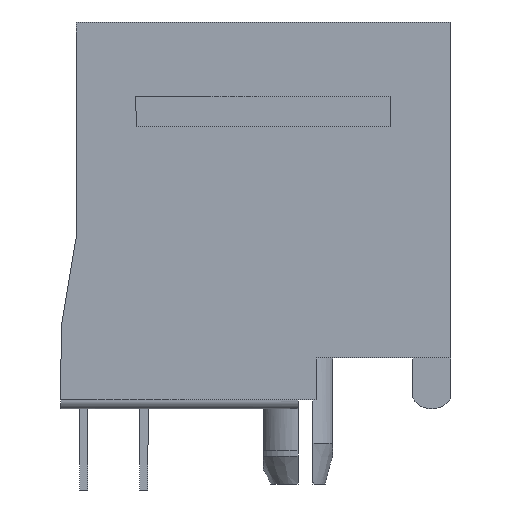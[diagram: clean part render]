
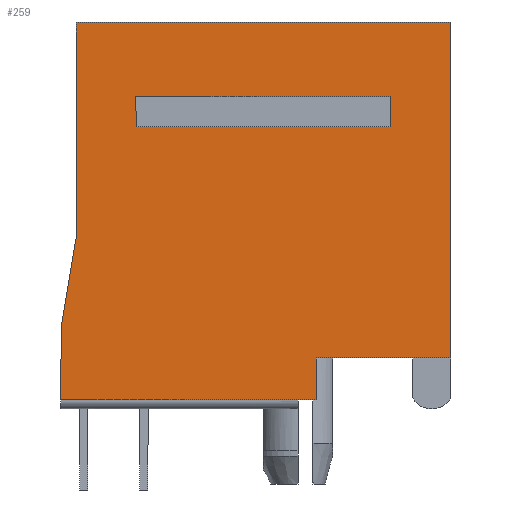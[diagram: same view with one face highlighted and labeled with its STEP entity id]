
A CAD part, front view. The second image highlights one B-rep face of the part: STEP entity #259.
In plain terms, the highlighted planar face has unit normal (0, -1, 0).
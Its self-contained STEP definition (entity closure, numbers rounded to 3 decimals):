
#27 = VERTEX_POINT ( 'NONE', #1104 ) ;
#30 = VERTEX_POINT ( 'NONE', #895 ) ;
#88 = CARTESIAN_POINT ( 'NONE',  ( -0.33, -3.429, 11.557 ) ) ;
#96 = EDGE_CURVE ( 'NONE', #27, #685, #994, .T. ) ;
#180 = CARTESIAN_POINT ( 'NONE',  ( 4.75, -3.429, 12.827 ) ) ;
#259 = ADVANCED_FACE ( 'NONE', ( #544, #554 ), #2125, .F. ) ;
#287 = CARTESIAN_POINT ( 'NONE',  ( 13.005, -3.429, 16.002 ) ) ;
#324 = VERTEX_POINT ( 'NONE', #853 ) ;
#348 = CARTESIAN_POINT ( 'NONE',  ( 4.75, -3.429, 11.557 ) ) ;
#360 = VERTEX_POINT ( 'NONE', #88 ) ;
#433 = CARTESIAN_POINT ( 'NONE',  ( -3.505, -3.429, 3.048 ) ) ;
#544 = FACE_BOUND ( 'NONE', #3330, .T. ) ;
#554 = FACE_OUTER_BOUND ( 'NONE', #2814, .T. ) ;
#685 = VERTEX_POINT ( 'NONE', #2531 ) ;
#717 = DIRECTION ( 'NONE',  ( -1., 0., 0. ) ) ;
#848 = VERTEX_POINT ( 'NONE', #2184 ) ;
#853 = CARTESIAN_POINT ( 'NONE',  ( -2.87, -3.429, 16.002 ) ) ;
#895 = CARTESIAN_POINT ( 'NONE',  ( -3.505, -3.429, 0. ) ) ;
#966 = VECTOR ( 'NONE', #2968, 1000. ) ;
#978 = CARTESIAN_POINT ( 'NONE',  ( 10.465, -3.429, 16.002 ) ) ;
#994 = LINE ( 'NONE', #287, #966 ) ;
#1095 = CARTESIAN_POINT ( 'NONE',  ( -2.87, -3.429, 16.002 ) ) ;
#1104 = CARTESIAN_POINT ( 'NONE',  ( 13.005, -3.429, 16.002 ) ) ;
#1145 = CARTESIAN_POINT ( 'NONE',  ( 7.29, -3.429, 1.778 ) ) ;
#1165 = VERTEX_POINT ( 'NONE', #4789 ) ;
#1243 = EDGE_CURVE ( 'NONE', #30, #1567, #3602, .T. ) ;
#1419 = DIRECTION ( 'NONE',  ( 1., 0., 0. ) ) ;
#1511 = DIRECTION ( 'NONE',  ( 0., 0., 1. ) ) ;
#1542 = CARTESIAN_POINT ( 'NONE',  ( -3.505, -3.429, 16.002 ) ) ;
#1567 = VERTEX_POINT ( 'NONE', #433 ) ;
#1651 = EDGE_CURVE ( 'NONE', #3167, #1165, #2547, .T. ) ;
#1653 = CARTESIAN_POINT ( 'NONE',  ( 7.29, -3.429, 0. ) ) ;
#1821 = CARTESIAN_POINT ( 'NONE',  ( 7.29, -3.429, 16.002 ) ) ;
#1835 = VERTEX_POINT ( 'NONE', #2495 ) ;
#1873 = EDGE_CURVE ( 'NONE', #2008, #30, #2141, .T. ) ;
#1927 = VERTEX_POINT ( 'NONE', #1145 ) ;
#2008 = VERTEX_POINT ( 'NONE', #1653 ) ;
#2031 = DIRECTION ( 'NONE',  ( -1., 0., 0. ) ) ;
#2117 = VECTOR ( 'NONE', #717, 1000. ) ;
#2125 = PLANE ( 'NONE',  #4503 ) ;
#2141 = LINE ( 'NONE', #2518, #2117 ) ;
#2184 = CARTESIAN_POINT ( 'NONE',  ( 10.465, -3.429, 11.557 ) ) ;
#2345 = CARTESIAN_POINT ( 'NONE',  ( -3.505, -3.429, 3.048 ) ) ;
#2400 = CARTESIAN_POINT ( 'NONE',  ( -0.33, -3.429, 16.002 ) ) ;
#2495 = CARTESIAN_POINT ( 'NONE',  ( -2.87, -3.429, 6.858 ) ) ;
#2518 = CARTESIAN_POINT ( 'NONE',  ( 4.75, -3.429, 0. ) ) ;
#2531 = CARTESIAN_POINT ( 'NONE',  ( 13.005, -3.429, 1.778 ) ) ;
#2533 = VECTOR ( 'NONE', #2831, 1000. ) ;
#2547 = LINE ( 'NONE', #180, #2533 ) ;
#2760 = LINE ( 'NONE', #2400, #2909 ) ;
#2777 = DIRECTION ( 'NONE',  ( 0., 0., -1. ) ) ;
#2813 = DIRECTION ( 'NONE',  ( 0.164, 0., 0.986 ) ) ;
#2814 = EDGE_LOOP ( 'NONE', ( #3353, #3775, #3725, #3865, #3645, #3918, #4174, #4065 ) ) ;
#2831 = DIRECTION ( 'NONE',  ( -1., 0., 0. ) ) ;
#2871 = DIRECTION ( 'NONE',  ( 0., 0., -1. ) ) ;
#2894 = CARTESIAN_POINT ( 'NONE',  ( 10.465, -3.429, 12.827 ) ) ;
#2909 = VECTOR ( 'NONE', #2871, 1000. ) ;
#2962 = EDGE_CURVE ( 'NONE', #1567, #1835, #5391, .T. ) ;
#2968 = DIRECTION ( 'NONE',  ( 0., 0., -1. ) ) ;
#3167 = VERTEX_POINT ( 'NONE', #2894 ) ;
#3190 = VECTOR ( 'NONE', #2031, 1000. ) ;
#3211 = LINE ( 'NONE', #4847, #3190 ) ;
#3284 = EDGE_CURVE ( 'NONE', #685, #1927, #3211, .T. ) ;
#3330 = EDGE_LOOP ( 'NONE', ( #3430, #3566, #3555, #3525 ) ) ;
#3353 = ORIENTED_EDGE ( 'NONE', *, *, #4386, .F. ) ;
#3377 = EDGE_CURVE ( 'NONE', #360, #848, #3877, .T. ) ;
#3430 = ORIENTED_EDGE ( 'NONE', *, *, #5543, .F. ) ;
#3509 = DIRECTION ( 'NONE',  ( 1., 0., 0. ) ) ;
#3525 = ORIENTED_EDGE ( 'NONE', *, *, #3377, .F. ) ;
#3533 = VECTOR ( 'NONE', #4364, 1000. ) ;
#3555 = ORIENTED_EDGE ( 'NONE', *, *, #4856, .F. ) ;
#3566 = ORIENTED_EDGE ( 'NONE', *, *, #1651, .F. ) ;
#3591 = LINE ( 'NONE', #978, #3662 ) ;
#3602 = LINE ( 'NONE', #1542, #3533 ) ;
#3645 = ORIENTED_EDGE ( 'NONE', *, *, #4821, .F. ) ;
#3662 = VECTOR ( 'NONE', #4210, 1000. ) ;
#3725 = ORIENTED_EDGE ( 'NONE', *, *, #1243, .F. ) ;
#3749 = VECTOR ( 'NONE', #2777, 1000. ) ;
#3775 = ORIENTED_EDGE ( 'NONE', *, *, #2962, .F. ) ;
#3785 = LINE ( 'NONE', #1821, #3749 ) ;
#3865 = ORIENTED_EDGE ( 'NONE', *, *, #1873, .F. ) ;
#3877 = LINE ( 'NONE', #348, #4024 ) ;
#3918 = ORIENTED_EDGE ( 'NONE', *, *, #3284, .F. ) ;
#4024 = VECTOR ( 'NONE', #3509, 1000. ) ;
#4065 = ORIENTED_EDGE ( 'NONE', *, *, #4261, .F. ) ;
#4174 = ORIENTED_EDGE ( 'NONE', *, *, #96, .F. ) ;
#4210 = DIRECTION ( 'NONE',  ( 0., 0., 1. ) ) ;
#4261 = EDGE_CURVE ( 'NONE', #324, #27, #4441, .T. ) ;
#4364 = DIRECTION ( 'NONE',  ( 0., 0., 1. ) ) ;
#4383 = VECTOR ( 'NONE', #1419, 1000. ) ;
#4386 = EDGE_CURVE ( 'NONE', #1835, #324, #5286, .T. ) ;
#4441 = LINE ( 'NONE', #4727, #4383 ) ;
#4503 = AXIS2_PLACEMENT_3D ( 'NONE', #5394, #5338, #4959 ) ;
#4623 = VECTOR ( 'NONE', #1511, 1000. ) ;
#4727 = CARTESIAN_POINT ( 'NONE',  ( 4.75, -3.429, 16.002 ) ) ;
#4789 = CARTESIAN_POINT ( 'NONE',  ( -0.33, -3.429, 12.827 ) ) ;
#4821 = EDGE_CURVE ( 'NONE', #1927, #2008, #3785, .T. ) ;
#4847 = CARTESIAN_POINT ( 'NONE',  ( 11.379, -3.429, 1.778 ) ) ;
#4856 = EDGE_CURVE ( 'NONE', #848, #3167, #3591, .T. ) ;
#4959 = DIRECTION ( 'NONE',  ( 0., 0., -1. ) ) ;
#5286 = LINE ( 'NONE', #1095, #4623 ) ;
#5338 = DIRECTION ( 'NONE',  ( 0., 1., 0. ) ) ;
#5391 = LINE ( 'NONE', #2345, #5437 ) ;
#5394 = CARTESIAN_POINT ( 'NONE',  ( 4.75, -3.429, 16.002 ) ) ;
#5437 = VECTOR ( 'NONE', #2813, 1000. ) ;
#5543 = EDGE_CURVE ( 'NONE', #1165, #360, #2760, .T. ) ;
